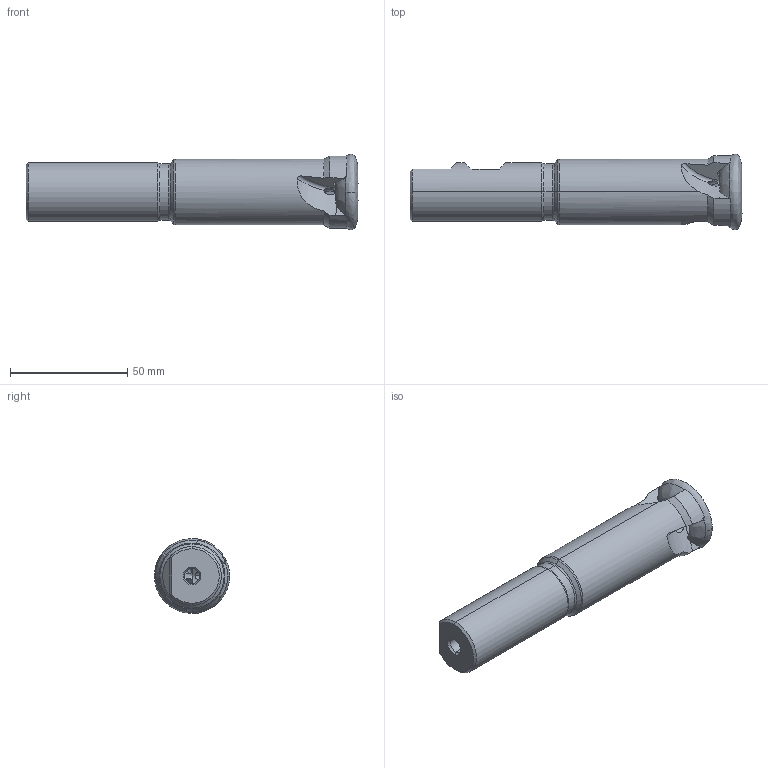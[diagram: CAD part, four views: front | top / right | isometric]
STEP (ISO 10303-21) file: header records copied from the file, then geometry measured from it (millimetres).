
FILE_DESCRIPTION (( 'STEP AP214' ), '1' );
FILE_NAME ('00PP-32-540-3-80.STEP', '2012-11-19T08:07:03', ( '' ), ( '' ), 'SwSTEP 2.0', 'SolidWorks 2012', '' );
FILE_SCHEMA (( 'AUTOMOTIVE_DESIGN' ));
Length unit declared in the file: millimetre
Products named in the file (1): 00PP-32-540-3-80
Bounding box: 141.5 x 32 x 32 mm (x, y, z)
Volume: 72319.5 mm3; surface area: 16573.5 mm2
Topology: 1 solids, 1 shells, 132 faces, 394 edges, 252 vertices
Faces by surface type: plane 44, cylinder 41, cone 26, bspline 14, torus 7
Entity records: 6523 total; most frequent: CARTESIAN_POINT 3203, ORIENTED_EDGE 784, DIRECTION 566, EDGE_CURVE 392, VERTEX_POINT 252, AXIS2_PLACEMENT_3D 232, B_SPLINE_CURVE_WITH_KNOTS 157, EDGE_LOOP 134
